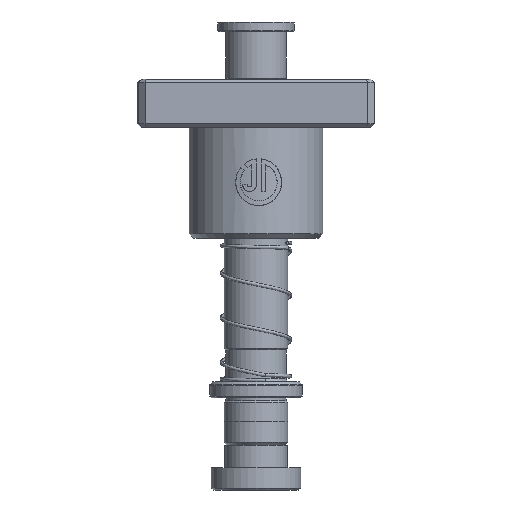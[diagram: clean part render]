
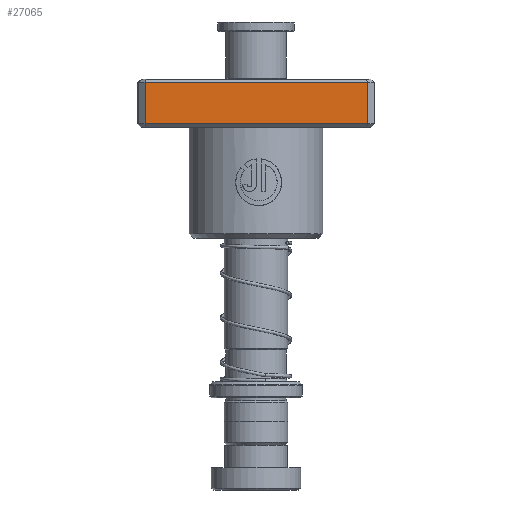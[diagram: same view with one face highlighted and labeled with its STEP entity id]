
A CAD part, front view. The second image highlights one B-rep face of the part: STEP entity #27065.
In plain terms, the highlighted face is planar.
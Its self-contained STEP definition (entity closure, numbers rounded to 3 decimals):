
#73 = LINE ( 'NONE', #18031, #11633 ) ;
#1573 = FACE_OUTER_BOUND ( 'NONE', #27711, .T. ) ;
#1950 = EDGE_CURVE ( 'NONE', #5495, #17749, #20625, .T. ) ;
#3805 = DIRECTION ( 'NONE',  ( 0., 0., -1. ) ) ;
#4393 = DIRECTION ( 'NONE',  ( 1., 0., 0. ) ) ;
#4497 = EDGE_CURVE ( 'NONE', #5495, #27002, #73, .T. ) ;
#5495 = VERTEX_POINT ( 'NONE', #14787 ) ;
#5833 = CARTESIAN_POINT ( 'NONE',  ( 35., 22., 15. ) ) ;
#6084 = VECTOR ( 'NONE', #4393, 1000. ) ;
#7419 = ORIENTED_EDGE ( 'NONE', *, *, #1950, .T. ) ;
#10312 = EDGE_CURVE ( 'NONE', #34621, #27002, #16137, .T. ) ;
#11012 = ORIENTED_EDGE ( 'NONE', *, *, #10312, .T. ) ;
#11169 = ORIENTED_EDGE ( 'NONE', *, *, #25221, .T. ) ;
#11371 = CARTESIAN_POINT ( 'NONE',  ( -35., 22., 1. ) ) ;
#11633 = VECTOR ( 'NONE', #3805, 1000. ) ;
#12553 = AXIS2_PLACEMENT_3D ( 'NONE', #33409, #17822, #28641 ) ;
#14787 = CARTESIAN_POINT ( 'NONE',  ( -35., 22., 14. ) ) ;
#16137 = LINE ( 'NONE', #17620, #30163 ) ;
#17032 = CARTESIAN_POINT ( 'NONE',  ( 35., 22., 1. ) ) ;
#17620 = CARTESIAN_POINT ( 'NONE',  ( -35., 22., 1. ) ) ;
#17749 = VERTEX_POINT ( 'NONE', #19416 ) ;
#17822 = DIRECTION ( 'NONE',  ( 0., -1., 0. ) ) ;
#18031 = CARTESIAN_POINT ( 'NONE',  ( -35., 22., 15. ) ) ;
#19173 = VECTOR ( 'NONE', #30645, 1000. ) ;
#19416 = CARTESIAN_POINT ( 'NONE',  ( 35., 22., 14. ) ) ;
#20625 = LINE ( 'NONE', #33887, #6084 ) ;
#22734 = DIRECTION ( 'NONE',  ( -1., 0., 0. ) ) ;
#25221 = EDGE_CURVE ( 'NONE', #17749, #34621, #27249, .T. ) ;
#27002 = VERTEX_POINT ( 'NONE', #11371 ) ;
#27065 = ADVANCED_FACE ( 'NONE', ( #1573 ), #33295, .F. ) ;
#27249 = LINE ( 'NONE', #5833, #19173 ) ;
#27711 = EDGE_LOOP ( 'NONE', ( #11169, #11012, #29818, #7419 ) ) ;
#28641 = DIRECTION ( 'NONE',  ( 0., 0., -1. ) ) ;
#29818 = ORIENTED_EDGE ( 'NONE', *, *, #4497, .F. ) ;
#30163 = VECTOR ( 'NONE', #22734, 1000. ) ;
#30645 = DIRECTION ( 'NONE',  ( 0., 0., -1. ) ) ;
#33295 = PLANE ( 'NONE',  #12553 ) ;
#33409 = CARTESIAN_POINT ( 'NONE',  ( -35., 22., 15. ) ) ;
#33887 = CARTESIAN_POINT ( 'NONE',  ( 35., 22., 14. ) ) ;
#34621 = VERTEX_POINT ( 'NONE', #17032 ) ;
